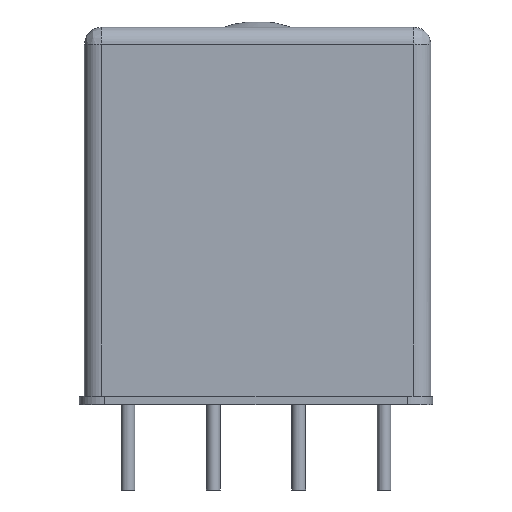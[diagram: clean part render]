
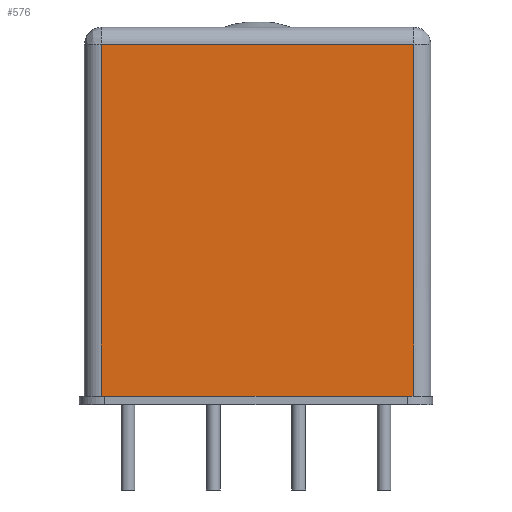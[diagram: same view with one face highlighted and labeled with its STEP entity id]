
A CAD part, front view. The second image highlights one B-rep face of the part: STEP entity #576.
In plain terms, the highlighted planar face has unit normal (0, -1, 0).
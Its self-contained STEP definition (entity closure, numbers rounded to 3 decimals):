
#71 = AXIS2_PLACEMENT_3D ( 'NONE', #2233, #1588, #2862 ) ;
#211 = DIRECTION ( 'NONE',  ( 0., 0., -1. ) ) ;
#258 = VERTEX_POINT ( 'NONE', #933 ) ;
#400 = ORIENTED_EDGE ( 'NONE', *, *, #1689, .T. ) ;
#407 = DIRECTION ( 'NONE',  ( -1., 0., 0. ) ) ;
#430 = CARTESIAN_POINT ( 'NONE',  ( 9.15, -4.9, -1. ) ) ;
#468 = LINE ( 'NONE', #1857, #1412 ) ;
#492 = CARTESIAN_POINT ( 'NONE',  ( -9.15, -4.9, -21.6 ) ) ;
#576 = ADVANCED_FACE ( 'NONE', ( #758 ), #2503, .T. ) ;
#642 = LINE ( 'NONE', #3939, #3131 ) ;
#758 = FACE_OUTER_BOUND ( 'NONE', #3791, .T. ) ;
#818 = VERTEX_POINT ( 'NONE', #492 ) ;
#933 = CARTESIAN_POINT ( 'NONE',  ( 9.15, -4.9, -21.6 ) ) ;
#1054 = VECTOR ( 'NONE', #211, 1000. ) ;
#1065 = CARTESIAN_POINT ( 'NONE',  ( -9.15, -4.9, -21.6 ) ) ;
#1243 = ORIENTED_EDGE ( 'NONE', *, *, #2082, .T. ) ;
#1412 = VECTOR ( 'NONE', #407, 1000. ) ;
#1588 = DIRECTION ( 'NONE',  ( 0., -1., 0. ) ) ;
#1689 = EDGE_CURVE ( 'NONE', #258, #2882, #2256, .T. ) ;
#1816 = EDGE_CURVE ( 'NONE', #2882, #3340, #468, .T. ) ;
#1857 = CARTESIAN_POINT ( 'NONE',  ( -10.15, -4.9, -1. ) ) ;
#1885 = LINE ( 'NONE', #1065, #1054 ) ;
#2082 = EDGE_CURVE ( 'NONE', #818, #258, #642, .T. ) ;
#2233 = CARTESIAN_POINT ( 'NONE',  ( -10.15, -4.9, -21.6 ) ) ;
#2256 = LINE ( 'NONE', #2420, #2550 ) ;
#2420 = CARTESIAN_POINT ( 'NONE',  ( 9.15, -4.9, -21.6 ) ) ;
#2503 = PLANE ( 'NONE',  #71 ) ;
#2550 = VECTOR ( 'NONE', #3976, 1000. ) ;
#2862 = DIRECTION ( 'NONE',  ( 1., 0., 0. ) ) ;
#2882 = VERTEX_POINT ( 'NONE', #430 ) ;
#3131 = VECTOR ( 'NONE', #3266, 1000. ) ;
#3203 = ORIENTED_EDGE ( 'NONE', *, *, #3298, .T. ) ;
#3266 = DIRECTION ( 'NONE',  ( 1., 0., 0. ) ) ;
#3298 = EDGE_CURVE ( 'NONE', #3340, #818, #1885, .T. ) ;
#3308 = ORIENTED_EDGE ( 'NONE', *, *, #1816, .T. ) ;
#3340 = VERTEX_POINT ( 'NONE', #3897 ) ;
#3791 = EDGE_LOOP ( 'NONE', ( #1243, #400, #3308, #3203 ) ) ;
#3897 = CARTESIAN_POINT ( 'NONE',  ( -9.15, -4.9, -1. ) ) ;
#3939 = CARTESIAN_POINT ( 'NONE',  ( -10.15, -4.9, -21.6 ) ) ;
#3976 = DIRECTION ( 'NONE',  ( 0., 0., 1. ) ) ;
